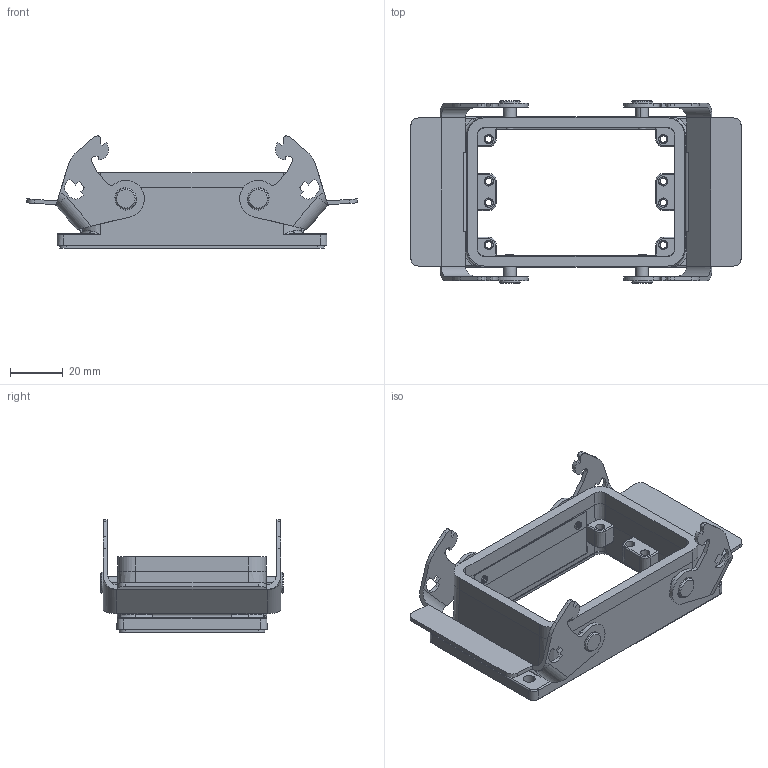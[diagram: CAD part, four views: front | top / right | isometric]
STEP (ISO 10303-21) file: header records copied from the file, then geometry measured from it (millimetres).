
FILE_DESCRIPTION(/* description */ (''),/* implementation_level */ '2;1');
FILE_NAME(/* name */ 'c146 10f032 000 4nxm001-03.stp',/* time_stamp */ '2018-09-06T15:34:02+02:00',/* author */ (''),/* organization */ (''),/* preprocessor_version */ 'ST-DEVELOPER v16',/* originating_system */ 'SIEMENS PLM Software NX 11.0',/* authorisation */ '');
FILE_SCHEMA (('AP203_CONFIGURATION_CONTROLLED_3D_DESIGN_OF_MECHANICAL_PARTS_AND_ASSEMBLIES_MIM_LF { 1 0 10303 403 2 1 2}'));
Length unit declared in the file: millimetre
Products named in the file (1): c146 10f032 000 4nxm001-03
Bounding box: 124.95 x 69.1 x 42.37 mm (x, y, z)
Volume: 44385.5 mm3; surface area: 35910.6 mm2
Topology: 1 solids, 3 shells, 501 faces, 1302 edges, 832 vertices
Faces by surface type: plane 226, cylinder 191, cone 44, torus 32, bspline 8
Full cylindrical faces by diameter (mm): 2.5 x8
Entity records: 16828 total; most frequent: CARTESIAN_POINT 3476, DIRECTION 2748, ORIENTED_EDGE 2572, EDGE_CURVE 1286, AXIS2_PLACEMENT_3D 996, VERTEX_POINT 824, LINE 756, VECTOR 756
